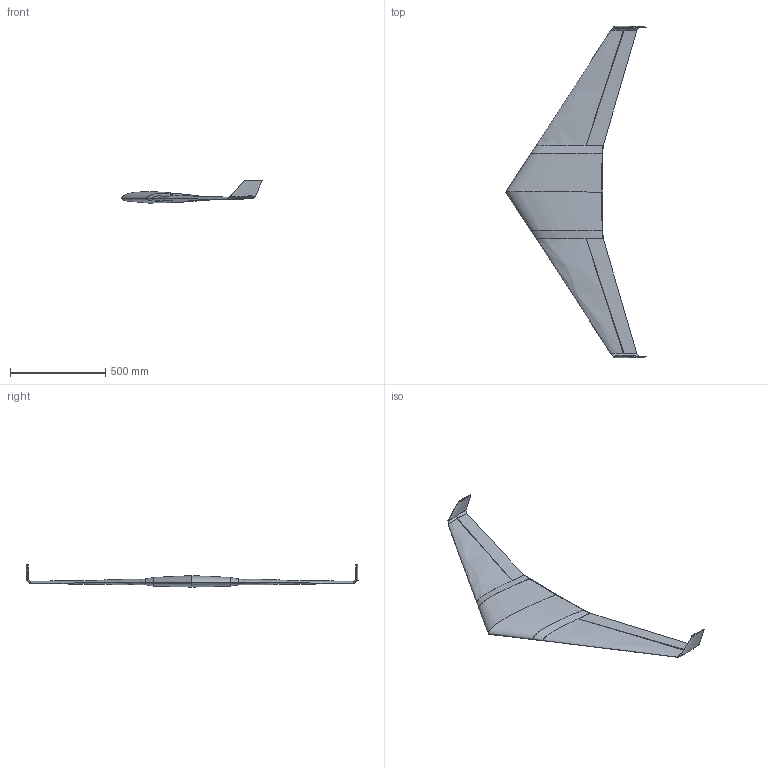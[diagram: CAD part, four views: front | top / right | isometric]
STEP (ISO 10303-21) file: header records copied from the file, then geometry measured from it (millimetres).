
FILE_DESCRIPTION (( 'STEP AP214' ), '1' );
FILE_NAME ('kArAkAnEr-v2-solid.STEP', '2025-05-12T18:24:32', ( '' ), ( '' ), 'SwSTEP 2.0', 'SolidWorks 2023', '' );
FILE_SCHEMA (( 'AUTOMOTIVE_DESIGN' ));
Length unit declared in the file: metre
Products named in the file (1): kArAkAnEr-v2-solid
Bounding box: 735.25 x 1740.76 x 116.34 mm (x, y, z)
Volume: 11683738.5 mm3; surface area: 1081034.5 mm2
Topology: 1 solids, 1 shells, 75 faces, 1043 edges, 963 vertices
Faces by surface type: bspline 41, plane 34
Entity records: 60664 total; most frequent: CARTESIAN_POINT 55054, ORIENTED_EDGE 2072, EDGE_CURVE 1036, B_SPLINE_CURVE_WITH_KNOTS 1003, VERTEX_POINT 963, DIRECTION 108, FACE_OUTER_BOUND 75, ADVANCED_FACE 75
